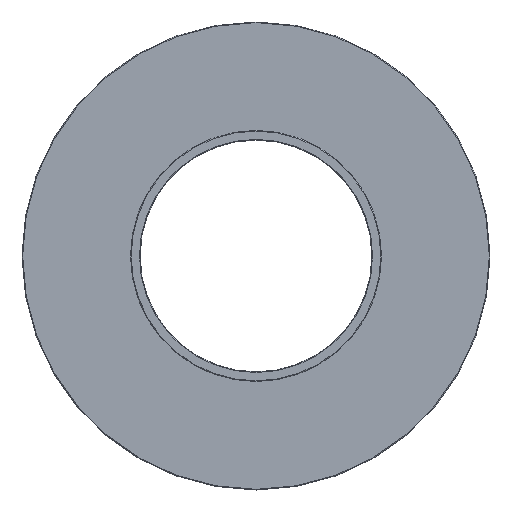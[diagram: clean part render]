
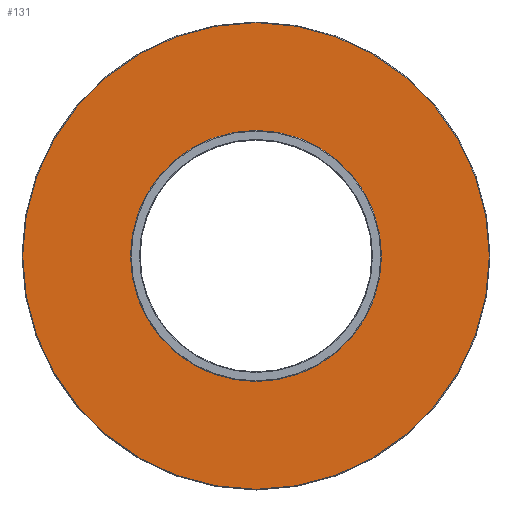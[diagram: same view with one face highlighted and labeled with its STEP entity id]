
A CAD part, top view. The second image highlights one B-rep face of the part: STEP entity #131.
In plain terms, the highlighted planar face has unit normal (0, 0, 1).
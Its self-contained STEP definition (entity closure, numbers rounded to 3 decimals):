
#18=PLANE('',#154);
#28=FACE_BOUND('',#56,.T.);
#29=FACE_BOUND('',#57,.T.);
#56=EDGE_LOOP('',(#111));
#57=EDGE_LOOP('',(#112));
#67=CIRCLE('',#144,19.5);
#71=CIRCLE('',#151,36.25);
#78=VERTEX_POINT('',#216);
#82=VERTEX_POINT('',#227);
#89=EDGE_CURVE('',#78,#78,#67,.T.);
#93=EDGE_CURVE('',#82,#82,#71,.T.);
#111=ORIENTED_EDGE('',*,*,#89,.F.);
#112=ORIENTED_EDGE('',*,*,#93,.F.);
#131=ADVANCED_FACE('',(#28,#29),#18,.T.);
#144=AXIS2_PLACEMENT_3D('',#217,#174,#175);
#151=AXIS2_PLACEMENT_3D('',#228,#188,#189);
#154=AXIS2_PLACEMENT_3D('',#232,#194,#195);
#174=DIRECTION('center_axis',(0.,0.,1.));
#175=DIRECTION('ref_axis',(0.,1.,0.));
#188=DIRECTION('center_axis',(0.,0.,-1.));
#189=DIRECTION('ref_axis',(0.,-1.,0.));
#194=DIRECTION('center_axis',(0.,0.,1.));
#195=DIRECTION('ref_axis',(1.,0.,0.));
#216=CARTESIAN_POINT('',(0.,19.5,3.2));
#217=CARTESIAN_POINT('Origin',(0.,0.,3.2));
#227=CARTESIAN_POINT('',(0.,36.25,3.2));
#228=CARTESIAN_POINT('Origin',(0.,0.,3.2));
#232=CARTESIAN_POINT('Origin',(0.,27.925,3.2));
